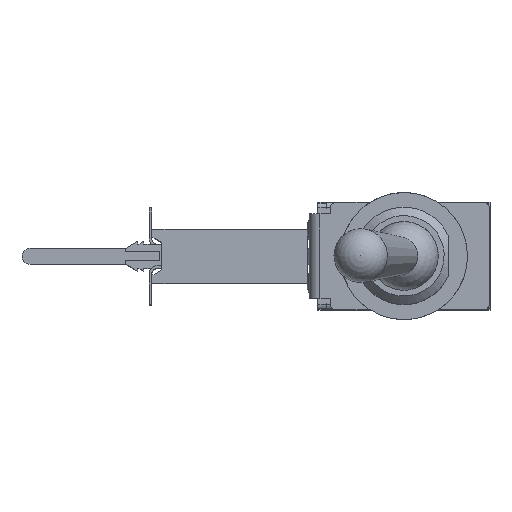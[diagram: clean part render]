
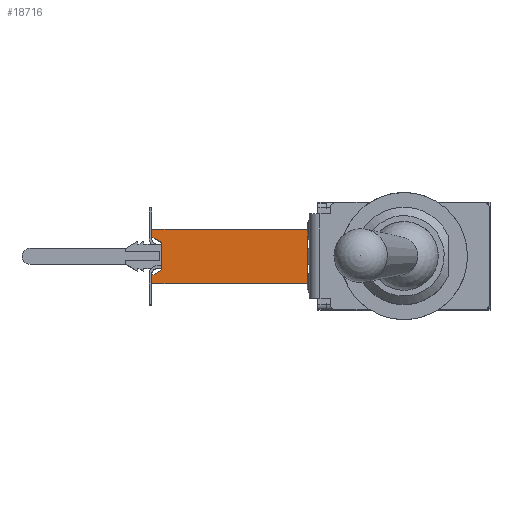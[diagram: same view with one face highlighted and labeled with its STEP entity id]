
A CAD part, top view. The second image highlights one B-rep face of the part: STEP entity #18716.
In plain terms, the highlighted planar face has unit normal (0, 0, 1).
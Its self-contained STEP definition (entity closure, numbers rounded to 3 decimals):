
#14257 = PLANE('',#14258);
#14258 = AXIS2_PLACEMENT_3D('',#14259,#14260,#14261);
#14259 = CARTESIAN_POINT('',(-4.534,0.,-0.8));
#14260 = DIRECTION('',(1.,0.,0.));
#14261 = DIRECTION('',(0.,-1.,0.));
#15426 = VERTEX_POINT('',#15427);
#15427 = CARTESIAN_POINT('',(-4.534,1.27,5.55));
#15441 = PLANE('',#15442);
#15442 = AXIS2_PLACEMENT_3D('',#15443,#15444,#15445);
#15443 = CARTESIAN_POINT('',(-4.534,1.27,-7.15));
#15444 = DIRECTION('',(0.,-1.,0.));
#15445 = DIRECTION('',(0.,0.,-1.));
#15453 = EDGE_CURVE('',#15426,#15454,#15456,.T.);
#15454 = VERTEX_POINT('',#15455);
#15455 = CARTESIAN_POINT('',(-4.534,-1.27,5.55));
#15456 = SURFACE_CURVE('',#15457,(#15461,#15468),.PCURVE_S1.);
#15457 = LINE('',#15458,#15459);
#15458 = CARTESIAN_POINT('',(-4.534,1.27,5.55));
#15459 = VECTOR('',#15460,1.);
#15460 = DIRECTION('',(0.,-1.,0.));
#15461 = PCURVE('',#14257,#15462);
#15462 = DEFINITIONAL_REPRESENTATION('',(#15463),#15467);
#15463 = LINE('',#15464,#15465);
#15464 = CARTESIAN_POINT('',(-1.27,-6.35));
#15465 = VECTOR('',#15466,1.);
#15466 = DIRECTION('',(1.,0.));
#15467 = ( GEOMETRIC_REPRESENTATION_CONTEXT(2) 
PARAMETRIC_REPRESENTATION_CONTEXT() REPRESENTATION_CONTEXT('2D SPACE',''
  ) );
#15468 = PCURVE('',#15469,#15474);
#15469 = PLANE('',#15470);
#15470 = AXIS2_PLACEMENT_3D('',#15471,#15472,#15473);
#15471 = CARTESIAN_POINT('',(-4.534,1.27,5.55));
#15472 = DIRECTION('',(0.,0.,-1.));
#15473 = DIRECTION('',(0.,1.,0.));
#15474 = DEFINITIONAL_REPRESENTATION('',(#15475),#15479);
#15475 = LINE('',#15476,#15477);
#15476 = CARTESIAN_POINT('',(0.,0.));
#15477 = VECTOR('',#15478,1.);
#15478 = DIRECTION('',(-1.,0.));
#15479 = ( GEOMETRIC_REPRESENTATION_CONTEXT(2) 
PARAMETRIC_REPRESENTATION_CONTEXT() REPRESENTATION_CONTEXT('2D SPACE',''
  ) );
#15495 = PLANE('',#15496);
#15496 = AXIS2_PLACEMENT_3D('',#15497,#15498,#15499);
#15497 = CARTESIAN_POINT('',(-4.534,-1.27,5.55));
#15498 = DIRECTION('',(0.,1.,0.));
#15499 = DIRECTION('',(0.,0.,1.));
#17629 = EDGE_CURVE('',#15454,#17630,#17632,.T.);
#17630 = VERTEX_POINT('',#17631);
#17631 = CARTESIAN_POINT('',(-11.9,-1.27,5.55));
#17632 = SURFACE_CURVE('',#17633,(#17637,#17644),.PCURVE_S1.);
#17633 = LINE('',#17634,#17635);
#17634 = CARTESIAN_POINT('',(-4.534,-1.27,5.55));
#17635 = VECTOR('',#17636,1.);
#17636 = DIRECTION('',(-1.,0.,0.));
#17637 = PCURVE('',#15495,#17638);
#17638 = DEFINITIONAL_REPRESENTATION('',(#17639),#17643);
#17639 = LINE('',#17640,#17641);
#17640 = CARTESIAN_POINT('',(0.,0.));
#17641 = VECTOR('',#17642,1.);
#17642 = DIRECTION('',(0.,-1.));
#17643 = ( GEOMETRIC_REPRESENTATION_CONTEXT(2) 
PARAMETRIC_REPRESENTATION_CONTEXT() REPRESENTATION_CONTEXT('2D SPACE',''
  ) );
#17644 = PCURVE('',#15469,#17645);
#17645 = DEFINITIONAL_REPRESENTATION('',(#17646),#17650);
#17646 = LINE('',#17647,#17648);
#17647 = CARTESIAN_POINT('',(-2.54,0.));
#17648 = VECTOR('',#17649,1.);
#17649 = DIRECTION('',(0.,-1.));
#17650 = ( GEOMETRIC_REPRESENTATION_CONTEXT(2) 
PARAMETRIC_REPRESENTATION_CONTEXT() REPRESENTATION_CONTEXT('2D SPACE',''
  ) );
#17668 = PLANE('',#17669);
#17669 = AXIS2_PLACEMENT_3D('',#17670,#17671,#17672);
#17670 = CARTESIAN_POINT('',(-11.9,0.,-0.8));
#17671 = DIRECTION('',(1.,0.,0.));
#17672 = DIRECTION('',(0.,-1.,0.));
#17724 = PLANE('',#17725);
#17725 = AXIS2_PLACEMENT_3D('',#17726,#17727,#17728);
#17726 = CARTESIAN_POINT('',(-11.443,0.65,-13.5));
#17727 = DIRECTION('',(-1.,0.,0.));
#17728 = DIRECTION('',(0.,1.,0.));
#18716 = ADVANCED_FACE('',(#18717),#15469,.F.);
#18717 = FACE_BOUND('',#18718,.T.);
#18718 = EDGE_LOOP('',(#18719,#18749,#18770,#18771,#18772,#18795,#18823,
    #18851));
#18719 = ORIENTED_EDGE('',*,*,#18720,.F.);
#18720 = EDGE_CURVE('',#18721,#18723,#18725,.T.);
#18721 = VERTEX_POINT('',#18722);
#18722 = CARTESIAN_POINT('',(-11.9,-0.914,5.55));
#18723 = VERTEX_POINT('',#18724);
#18724 = CARTESIAN_POINT('',(-11.443,-0.65,5.55));
#18725 = SURFACE_CURVE('',#18726,(#18730,#18737),.PCURVE_S1.);
#18726 = LINE('',#18727,#18728);
#18727 = CARTESIAN_POINT('',(-5.43,2.821,5.55));
#18728 = VECTOR('',#18729,1.);
#18729 = DIRECTION('',(0.866,0.5,0.));
#18730 = PCURVE('',#15469,#18731);
#18731 = DEFINITIONAL_REPRESENTATION('',(#18732),#18736);
#18732 = LINE('',#18733,#18734);
#18733 = CARTESIAN_POINT('',(1.551,-0.896));
#18734 = VECTOR('',#18735,1.);
#18735 = DIRECTION('',(0.5,0.866));
#18736 = ( GEOMETRIC_REPRESENTATION_CONTEXT(2) 
PARAMETRIC_REPRESENTATION_CONTEXT() REPRESENTATION_CONTEXT('2D SPACE',''
  ) );
#18737 = PCURVE('',#18738,#18743);
#18738 = PLANE('',#18739);
#18739 = AXIS2_PLACEMENT_3D('',#18740,#18741,#18742);
#18740 = CARTESIAN_POINT('',(-11.443,-0.65,-13.5));
#18741 = DIRECTION('',(-0.5,0.866,0.));
#18742 = DIRECTION('',(0.866,0.5,0.));
#18743 = DEFINITIONAL_REPRESENTATION('',(#18744),#18748);
#18744 = LINE('',#18745,#18746);
#18745 = CARTESIAN_POINT('',(6.943,-19.05));
#18746 = VECTOR('',#18747,1.);
#18747 = DIRECTION('',(1.,0.));
#18748 = ( GEOMETRIC_REPRESENTATION_CONTEXT(2) 
PARAMETRIC_REPRESENTATION_CONTEXT() REPRESENTATION_CONTEXT('2D SPACE',''
  ) );
#18749 = ORIENTED_EDGE('',*,*,#18750,.T.);
#18750 = EDGE_CURVE('',#18721,#17630,#18751,.T.);
#18751 = SURFACE_CURVE('',#18752,(#18756,#18763),.PCURVE_S1.);
#18752 = LINE('',#18753,#18754);
#18753 = CARTESIAN_POINT('',(-11.9,1.27,5.55));
#18754 = VECTOR('',#18755,1.);
#18755 = DIRECTION('',(0.,-1.,0.));
#18756 = PCURVE('',#15469,#18757);
#18757 = DEFINITIONAL_REPRESENTATION('',(#18758),#18762);
#18758 = LINE('',#18759,#18760);
#18759 = CARTESIAN_POINT('',(0.,-7.366));
#18760 = VECTOR('',#18761,1.);
#18761 = DIRECTION('',(-1.,0.));
#18762 = ( GEOMETRIC_REPRESENTATION_CONTEXT(2) 
PARAMETRIC_REPRESENTATION_CONTEXT() REPRESENTATION_CONTEXT('2D SPACE',''
  ) );
#18763 = PCURVE('',#17668,#18764);
#18764 = DEFINITIONAL_REPRESENTATION('',(#18765),#18769);
#18765 = LINE('',#18766,#18767);
#18766 = CARTESIAN_POINT('',(-1.27,-6.35));
#18767 = VECTOR('',#18768,1.);
#18768 = DIRECTION('',(1.,0.));
#18769 = ( GEOMETRIC_REPRESENTATION_CONTEXT(2) 
PARAMETRIC_REPRESENTATION_CONTEXT() REPRESENTATION_CONTEXT('2D SPACE',''
  ) );
#18770 = ORIENTED_EDGE('',*,*,#17629,.F.);
#18771 = ORIENTED_EDGE('',*,*,#15453,.F.);
#18772 = ORIENTED_EDGE('',*,*,#18773,.T.);
#18773 = EDGE_CURVE('',#15426,#18774,#18776,.T.);
#18774 = VERTEX_POINT('',#18775);
#18775 = CARTESIAN_POINT('',(-11.9,1.27,5.55));
#18776 = SURFACE_CURVE('',#18777,(#18781,#18788),.PCURVE_S1.);
#18777 = LINE('',#18778,#18779);
#18778 = CARTESIAN_POINT('',(-4.534,1.27,5.55));
#18779 = VECTOR('',#18780,1.);
#18780 = DIRECTION('',(-1.,0.,0.));
#18781 = PCURVE('',#15469,#18782);
#18782 = DEFINITIONAL_REPRESENTATION('',(#18783),#18787);
#18783 = LINE('',#18784,#18785);
#18784 = CARTESIAN_POINT('',(0.,0.));
#18785 = VECTOR('',#18786,1.);
#18786 = DIRECTION('',(0.,-1.));
#18787 = ( GEOMETRIC_REPRESENTATION_CONTEXT(2) 
PARAMETRIC_REPRESENTATION_CONTEXT() REPRESENTATION_CONTEXT('2D SPACE',''
  ) );
#18788 = PCURVE('',#15441,#18789);
#18789 = DEFINITIONAL_REPRESENTATION('',(#18790),#18794);
#18790 = LINE('',#18791,#18792);
#18791 = CARTESIAN_POINT('',(-12.7,0.));
#18792 = VECTOR('',#18793,1.);
#18793 = DIRECTION('',(-0.,-1.));
#18794 = ( GEOMETRIC_REPRESENTATION_CONTEXT(2) 
PARAMETRIC_REPRESENTATION_CONTEXT() REPRESENTATION_CONTEXT('2D SPACE',''
  ) );
#18795 = ORIENTED_EDGE('',*,*,#18796,.T.);
#18796 = EDGE_CURVE('',#18774,#18797,#18799,.T.);
#18797 = VERTEX_POINT('',#18798);
#18798 = CARTESIAN_POINT('',(-11.9,0.914,5.55));
#18799 = SURFACE_CURVE('',#18800,(#18804,#18811),.PCURVE_S1.);
#18800 = LINE('',#18801,#18802);
#18801 = CARTESIAN_POINT('',(-11.9,1.27,5.55));
#18802 = VECTOR('',#18803,1.);
#18803 = DIRECTION('',(0.,-1.,0.));
#18804 = PCURVE('',#15469,#18805);
#18805 = DEFINITIONAL_REPRESENTATION('',(#18806),#18810);
#18806 = LINE('',#18807,#18808);
#18807 = CARTESIAN_POINT('',(0.,-7.366));
#18808 = VECTOR('',#18809,1.);
#18809 = DIRECTION('',(-1.,0.));
#18810 = ( GEOMETRIC_REPRESENTATION_CONTEXT(2) 
PARAMETRIC_REPRESENTATION_CONTEXT() REPRESENTATION_CONTEXT('2D SPACE',''
  ) );
#18811 = PCURVE('',#18812,#18817);
#18812 = PLANE('',#18813);
#18813 = AXIS2_PLACEMENT_3D('',#18814,#18815,#18816);
#18814 = CARTESIAN_POINT('',(-11.9,0.,-0.8));
#18815 = DIRECTION('',(1.,0.,0.));
#18816 = DIRECTION('',(0.,-1.,0.));
#18817 = DEFINITIONAL_REPRESENTATION('',(#18818),#18822);
#18818 = LINE('',#18819,#18820);
#18819 = CARTESIAN_POINT('',(-1.27,-6.35));
#18820 = VECTOR('',#18821,1.);
#18821 = DIRECTION('',(1.,0.));
#18822 = ( GEOMETRIC_REPRESENTATION_CONTEXT(2) 
PARAMETRIC_REPRESENTATION_CONTEXT() REPRESENTATION_CONTEXT('2D SPACE',''
  ) );
#18823 = ORIENTED_EDGE('',*,*,#18824,.F.);
#18824 = EDGE_CURVE('',#18825,#18797,#18827,.T.);
#18825 = VERTEX_POINT('',#18826);
#18826 = CARTESIAN_POINT('',(-11.443,0.65,5.55));
#18827 = SURFACE_CURVE('',#18828,(#18832,#18839),.PCURVE_S1.);
#18828 = LINE('',#18829,#18830);
#18829 = CARTESIAN_POINT('',(-6.529,-2.186,5.55));
#18830 = VECTOR('',#18831,1.);
#18831 = DIRECTION('',(-0.866,0.5,0.));
#18832 = PCURVE('',#15469,#18833);
#18833 = DEFINITIONAL_REPRESENTATION('',(#18834),#18838);
#18834 = LINE('',#18835,#18836);
#18835 = CARTESIAN_POINT('',(-3.456,-1.995));
#18836 = VECTOR('',#18837,1.);
#18837 = DIRECTION('',(0.5,-0.866));
#18838 = ( GEOMETRIC_REPRESENTATION_CONTEXT(2) 
PARAMETRIC_REPRESENTATION_CONTEXT() REPRESENTATION_CONTEXT('2D SPACE',''
  ) );
#18839 = PCURVE('',#18840,#18845);
#18840 = PLANE('',#18841);
#18841 = AXIS2_PLACEMENT_3D('',#18842,#18843,#18844);
#18842 = CARTESIAN_POINT('',(-11.9,0.914,-13.5));
#18843 = DIRECTION('',(-0.5,-0.866,0.));
#18844 = DIRECTION('',(-0.866,0.5,0.));
#18845 = DEFINITIONAL_REPRESENTATION('',(#18846),#18850);
#18846 = LINE('',#18847,#18848);
#18847 = CARTESIAN_POINT('',(-6.201,-19.05));
#18848 = VECTOR('',#18849,1.);
#18849 = DIRECTION('',(1.,0.));
#18850 = ( GEOMETRIC_REPRESENTATION_CONTEXT(2) 
PARAMETRIC_REPRESENTATION_CONTEXT() REPRESENTATION_CONTEXT('2D SPACE',''
  ) );
#18851 = ORIENTED_EDGE('',*,*,#18852,.F.);
#18852 = EDGE_CURVE('',#18723,#18825,#18853,.T.);
#18853 = SURFACE_CURVE('',#18854,(#18858,#18865),.PCURVE_S1.);
#18854 = LINE('',#18855,#18856);
#18855 = CARTESIAN_POINT('',(-11.443,1.27,5.55));
#18856 = VECTOR('',#18857,1.);
#18857 = DIRECTION('',(0.,1.,0.));
#18858 = PCURVE('',#15469,#18859);
#18859 = DEFINITIONAL_REPRESENTATION('',(#18860),#18864);
#18860 = LINE('',#18861,#18862);
#18861 = CARTESIAN_POINT('',(0.,-6.909));
#18862 = VECTOR('',#18863,1.);
#18863 = DIRECTION('',(1.,0.));
#18864 = ( GEOMETRIC_REPRESENTATION_CONTEXT(2) 
PARAMETRIC_REPRESENTATION_CONTEXT() REPRESENTATION_CONTEXT('2D SPACE',''
  ) );
#18865 = PCURVE('',#17724,#18866);
#18866 = DEFINITIONAL_REPRESENTATION('',(#18867),#18871);
#18867 = LINE('',#18868,#18869);
#18868 = CARTESIAN_POINT('',(0.62,-19.05));
#18869 = VECTOR('',#18870,1.);
#18870 = DIRECTION('',(1.,0.));
#18871 = ( GEOMETRIC_REPRESENTATION_CONTEXT(2) 
PARAMETRIC_REPRESENTATION_CONTEXT() REPRESENTATION_CONTEXT('2D SPACE',''
  ) );
